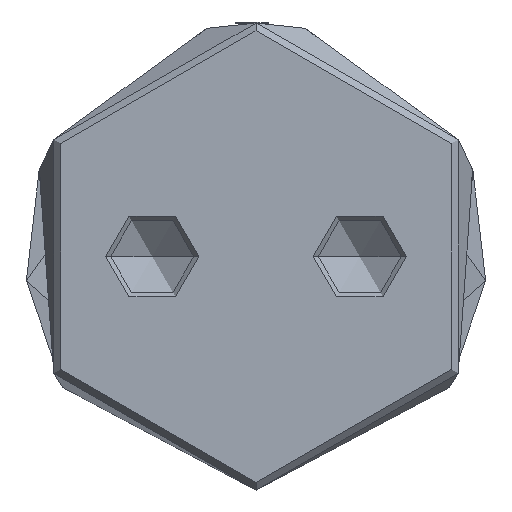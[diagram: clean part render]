
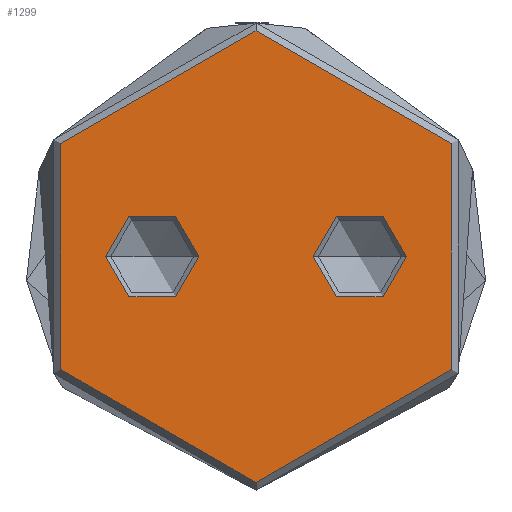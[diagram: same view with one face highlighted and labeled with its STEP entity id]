
A CAD part, front view. The second image highlights one B-rep face of the part: STEP entity #1299.
In plain terms, the highlighted face is planar.
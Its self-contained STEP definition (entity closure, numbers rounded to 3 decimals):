
#113 = DIRECTION ( 'NONE',  ( 0., 0., -1. ) ) ;
#172 = CARTESIAN_POINT ( 'NONE',  ( 5.5, 0., 0. ) ) ;
#189 = DIRECTION ( 'NONE',  ( 0., 1., 0. ) ) ;
#448 = VERTEX_POINT ( 'NONE', #4875 ) ;
#526 = PLANE ( 'NONE',  #4621 ) ;
#694 = AXIS2_PLACEMENT_3D ( 'NONE', #1861, #5225, #2360 ) ;
#735 = AXIS2_PLACEMENT_3D ( 'NONE', #4835, #1962, #5315 ) ;
#754 = ORIENTED_EDGE ( 'NONE', *, *, #4139, .T. ) ;
#1038 = CARTESIAN_POINT ( 'NONE',  ( -5.5, 0., 0. ) ) ;
#1160 = DIRECTION ( 'NONE',  ( 0., 0., -1. ) ) ;
#1255 = FACE_OUTER_BOUND ( 'NONE', #2667, .T. ) ;
#1299 = ADVANCED_FACE ( 'NONE', ( #4950, #5103, #1255 ), #526, .T. ) ;
#1364 = VERTEX_POINT ( 'NONE', #1038 ) ;
#1465 = CIRCLE ( 'NONE', #3328, 4.5 ) ;
#1532 = CIRCLE ( 'NONE', #6066, 21.75 ) ;
#1555 = AXIS2_PLACEMENT_3D ( 'NONE', #3017, #113, #3514 ) ;
#1770 = CIRCLE ( 'NONE', #694, 4.5 ) ;
#1789 = ORIENTED_EDGE ( 'NONE', *, *, #3038, .F. ) ;
#1861 = CARTESIAN_POINT ( 'NONE',  ( -10., 0., 0. ) ) ;
#1962 = DIRECTION ( 'NONE',  ( 0., 0., -1. ) ) ;
#1967 = DIRECTION ( 'NONE',  ( 0., 0., 1. ) ) ;
#2047 = EDGE_LOOP ( 'NONE', ( #4188, #4401 ) ) ;
#2360 = DIRECTION ( 'NONE',  ( -1., 0., 0. ) ) ;
#2361 = CARTESIAN_POINT ( 'NONE',  ( 10., 0., 0. ) ) ;
#2625 = CIRCLE ( 'NONE', #1555, 21.75 ) ;
#2667 = EDGE_LOOP ( 'NONE', ( #3026, #754 ) ) ;
#2739 = CARTESIAN_POINT ( 'NONE',  ( 0., 0., 0. ) ) ;
#2854 = AXIS2_PLACEMENT_3D ( 'NONE', #2361, #5693, #2856 ) ;
#2856 = DIRECTION ( 'NONE',  ( 1., 0., 0. ) ) ;
#3017 = CARTESIAN_POINT ( 'NONE',  ( 0., 0., 0. ) ) ;
#3026 = ORIENTED_EDGE ( 'NONE', *, *, #3943, .T. ) ;
#3038 = EDGE_CURVE ( 'NONE', #5820, #1364, #4559, .T. ) ;
#3203 = CIRCLE ( 'NONE', #2854, 4.5 ) ;
#3210 = DIRECTION ( 'NONE',  ( 0., 1., 0. ) ) ;
#3328 = AXIS2_PLACEMENT_3D ( 'NONE', #4842, #1967, #5324 ) ;
#3514 = DIRECTION ( 'NONE',  ( 0., 1., 0. ) ) ;
#3546 = CARTESIAN_POINT ( 'NONE',  ( 14.5, 0., 0. ) ) ;
#3578 = EDGE_LOOP ( 'NONE', ( #1789, #4048 ) ) ;
#3751 = EDGE_CURVE ( 'NONE', #1364, #5820, #1770, .T. ) ;
#3821 = VERTEX_POINT ( 'NONE', #4316 ) ;
#3834 = EDGE_CURVE ( 'NONE', #4029, #4903, #1465, .T. ) ;
#3943 = EDGE_CURVE ( 'NONE', #448, #3821, #2625, .T. ) ;
#4029 = VERTEX_POINT ( 'NONE', #172 ) ;
#4048 = ORIENTED_EDGE ( 'NONE', *, *, #3751, .F. ) ;
#4139 = EDGE_CURVE ( 'NONE', #3821, #448, #1532, .T. ) ;
#4188 = ORIENTED_EDGE ( 'NONE', *, *, #4668, .T. ) ;
#4316 = CARTESIAN_POINT ( 'NONE',  ( 0., 21.75, 0. ) ) ;
#4401 = ORIENTED_EDGE ( 'NONE', *, *, #3834, .T. ) ;
#4559 = CIRCLE ( 'NONE', #735, 4.5 ) ;
#4621 = AXIS2_PLACEMENT_3D ( 'NONE', #5454, #1160, #189 ) ;
#4668 = EDGE_CURVE ( 'NONE', #4903, #4029, #3203, .T. ) ;
#4835 = CARTESIAN_POINT ( 'NONE',  ( -10., 0., 0. ) ) ;
#4842 = CARTESIAN_POINT ( 'NONE',  ( 10., 0., 0. ) ) ;
#4875 = CARTESIAN_POINT ( 'NONE',  ( 0., -21.75, 0. ) ) ;
#4903 = VERTEX_POINT ( 'NONE', #3546 ) ;
#4950 = FACE_BOUND ( 'NONE', #2047, .T. ) ;
#5103 = FACE_BOUND ( 'NONE', #3578, .T. ) ;
#5225 = DIRECTION ( 'NONE',  ( 0., 0., -1. ) ) ;
#5315 = DIRECTION ( 'NONE',  ( -1., 0., 0. ) ) ;
#5324 = DIRECTION ( 'NONE',  ( 1., 0., 0. ) ) ;
#5454 = CARTESIAN_POINT ( 'NONE',  ( 0., 0., 0. ) ) ;
#5524 = CARTESIAN_POINT ( 'NONE',  ( -14.5, 0., 0. ) ) ;
#5693 = DIRECTION ( 'NONE',  ( 0., 0., 1. ) ) ;
#5820 = VERTEX_POINT ( 'NONE', #5524 ) ;
#6058 = DIRECTION ( 'NONE',  ( 0., 0., -1. ) ) ;
#6066 = AXIS2_PLACEMENT_3D ( 'NONE', #2739, #6058, #3210 ) ;
